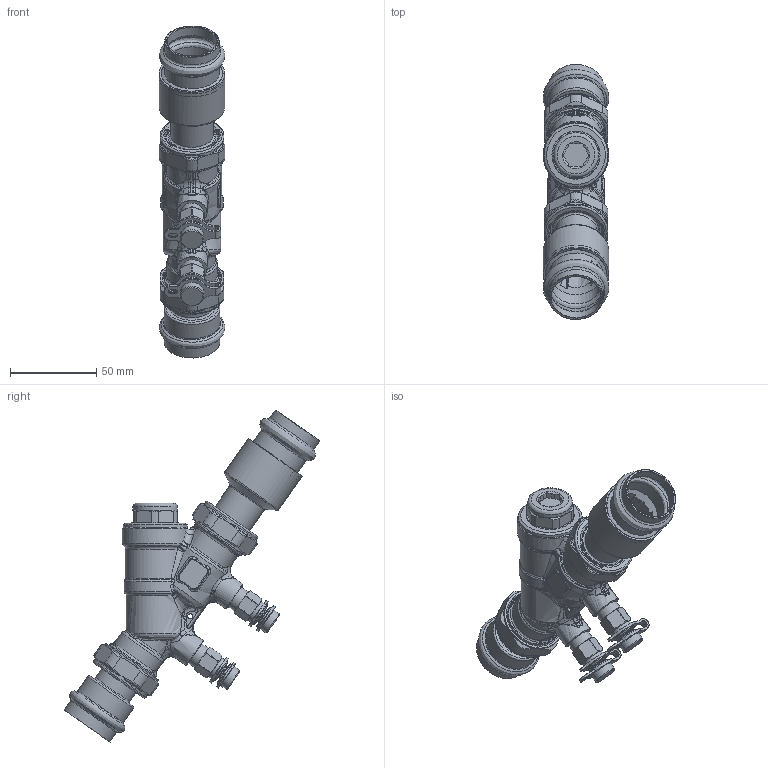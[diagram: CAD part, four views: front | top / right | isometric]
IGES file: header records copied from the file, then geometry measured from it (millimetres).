
Global section: file name: 128466ACF_Simplify_1; native system: Autodesk Inventor 2025; preprocessor: unknown; author: ischreiner; date: 20250721.143623; units: inch
Bounding box: 38.09 x 147.95 x 192.32 mm (x, y, z)
Volume: 194177.7 mm3; surface area: 58961.9 mm2
Topology: 8 solids, 8 shells, 1414 faces, 3506 edges, 2099 vertices
Faces by surface type: bspline 1414
